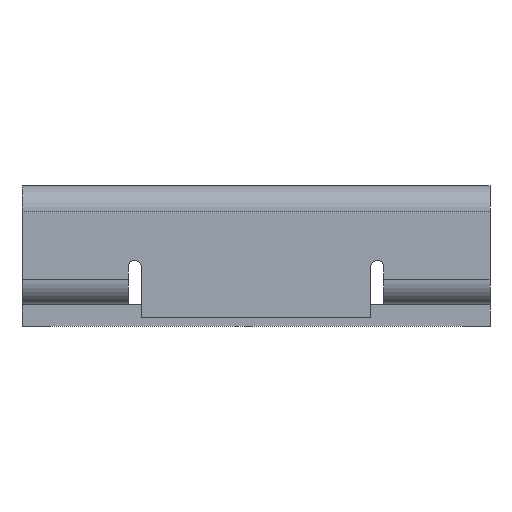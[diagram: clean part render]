
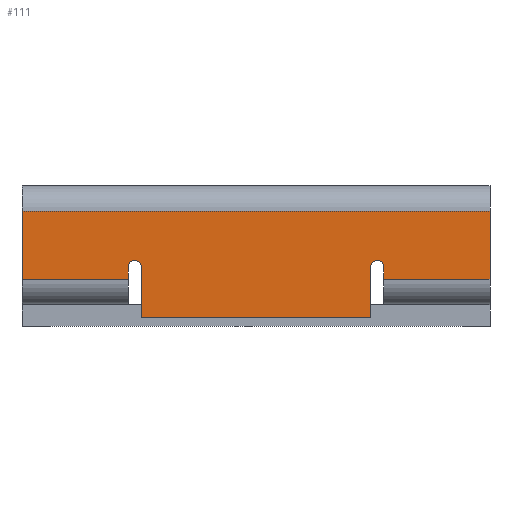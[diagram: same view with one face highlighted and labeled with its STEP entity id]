
A CAD part, front view. The second image highlights one B-rep face of the part: STEP entity #111.
In plain terms, the highlighted planar face has unit normal (0, -1, 0).
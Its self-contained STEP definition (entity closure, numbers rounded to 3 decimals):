
#111=ADVANCED_FACE('',(#3730),#3732,.F.);
#3730=FACE_BOUND('',#3731,.T.);
#3731=EDGE_LOOP('',(#9369,#9370,#9371,#9372,#9373,#9374,#9375,#9376,#9377,#9378,
#9379,#9380));
#3732=PLANE('',#3733);
#3733=AXIS2_PLACEMENT_3D('',#3734,#3735,#3736);
#3734=CARTESIAN_POINT('',(0.,-2.3,3.));
#3735=DIRECTION('',(0.,1.,0.));
#3736=DIRECTION('',(0.,0.,-1.));
#9369=ORIENTED_EDGE('',*,*,#11498,.F.);
#9370=ORIENTED_EDGE('',*,*,#11243,.F.);
#9371=ORIENTED_EDGE('',*,*,#11499,.F.);
#9372=ORIENTED_EDGE('',*,*,#11500,.T.);
#9373=ORIENTED_EDGE('',*,*,#11501,.T.);
#9374=ORIENTED_EDGE('',*,*,#11496,.F.);
#9375=ORIENTED_EDGE('',*,*,#11502,.T.);
#9376=ORIENTED_EDGE('',*,*,#11503,.T.);
#9377=ORIENTED_EDGE('',*,*,#11504,.F.);
#9378=ORIENTED_EDGE('',*,*,#11247,.F.);
#9379=ORIENTED_EDGE('',*,*,#11505,.F.);
#9380=ORIENTED_EDGE('',*,*,#11506,.F.);
#11243=EDGE_CURVE('',#12314,#12316,#12317,.T.);
#11247=EDGE_CURVE('',#12322,#12324,#12325,.T.);
#11496=EDGE_CURVE('',#12815,#12817,#12818,.T.);
#11498=EDGE_CURVE('',#12316,#12820,#12821,.T.);
#11499=EDGE_CURVE('',#12822,#12314,#12823,.T.);
#11500=EDGE_CURVE('',#12822,#12824,#12825,.T.);
#11501=EDGE_CURVE('',#12824,#12817,#12826,.T.);
#11502=EDGE_CURVE('',#12815,#12827,#12828,.T.);
#11503=EDGE_CURVE('',#12827,#12829,#12830,.T.);
#11504=EDGE_CURVE('',#12324,#12829,#12831,.T.);
#11505=EDGE_CURVE('',#12832,#12322,#12833,.T.);
#11506=EDGE_CURVE('',#12820,#12832,#12834,.T.);
#12314=VERTEX_POINT('',#14085);
#12316=VERTEX_POINT('',#14089);
#12317=CIRCLE('',#14090,0.15);
#12322=VERTEX_POINT('',#14103);
#12324=VERTEX_POINT('',#14107);
#12325=CIRCLE('',#14108,0.15);
#12815=VERTEX_POINT('',#17237);
#12817=VERTEX_POINT('',#17242);
#12818=LINE('',#17243,#17244);
#12820=VERTEX_POINT('',#17250);
#12821=LINE('',#17251,#17252);
#12822=VERTEX_POINT('',#17254);
#12823=LINE('',#17255,#17256);
#12824=VERTEX_POINT('',#17258);
#12825=LINE('',#17259,#17260);
#12826=LINE('',#17262,#17263);
#12827=VERTEX_POINT('',#17265);
#12828=LINE('',#17266,#17267);
#12829=VERTEX_POINT('',#17269);
#12830=LINE('',#17270,#17271);
#12831=LINE('',#17273,#17274);
#12832=VERTEX_POINT('',#17276);
#12833=LINE('',#17277,#17278);
#12834=LINE('',#17280,#17281);
#14085=CARTESIAN_POINT('',(3.,-2.3,1.4));
#14089=CARTESIAN_POINT('',(2.7,-2.3,1.4));
#14090=AXIS2_PLACEMENT_3D('',#14091,#14092,#14093);
#14091=CARTESIAN_POINT('',(2.85,-2.3,1.4));
#14092=DIRECTION('',(0.,-1.,0.));
#14093=DIRECTION('',(1.,0.,0.));
#14103=CARTESIAN_POINT('',(-2.7,-2.3,1.4));
#14107=CARTESIAN_POINT('',(-3.,-2.3,1.4));
#14108=AXIS2_PLACEMENT_3D('',#14109,#14110,#14111);
#14109=CARTESIAN_POINT('',(-2.85,-2.3,1.4));
#14110=DIRECTION('',(0.,-1.,0.));
#14111=DIRECTION('',(1.,0.,0.));
#17237=CARTESIAN_POINT('',(-5.5,-2.3,2.7));
#17242=CARTESIAN_POINT('',(5.5,-2.3,2.7));
#17243=CARTESIAN_POINT('',(-5.5,-2.3,2.7));
#17244=VECTOR('',#17245,1.);
#17245=DIRECTION('',(1.,0.,0.));
#17250=CARTESIAN_POINT('',(2.7,-2.3,0.2));
#17251=CARTESIAN_POINT('',(2.7,-2.3,1.4));
#17252=VECTOR('',#17253,1.);
#17253=DIRECTION('',(0.,0.,-1.));
#17254=CARTESIAN_POINT('',(3.,-2.3,1.1));
#17255=CARTESIAN_POINT('',(3.,-2.3,1.1));
#17256=VECTOR('',#17257,1.);
#17257=DIRECTION('',(0.,0.,1.));
#17258=CARTESIAN_POINT('',(5.5,-2.3,1.1));
#17259=CARTESIAN_POINT('',(3.,-2.3,1.1));
#17260=VECTOR('',#17261,1.);
#17261=DIRECTION('',(1.,0.,0.));
#17262=CARTESIAN_POINT('',(5.5,-2.3,1.1));
#17263=VECTOR('',#17264,1.);
#17264=DIRECTION('',(0.,0.,1.));
#17265=CARTESIAN_POINT('',(-5.5,-2.3,1.1));
#17266=CARTESIAN_POINT('',(-5.5,-2.3,2.7));
#17267=VECTOR('',#17268,1.);
#17268=DIRECTION('',(0.,0.,-1.));
#17269=CARTESIAN_POINT('',(-3.,-2.3,1.1));
#17270=CARTESIAN_POINT('',(-5.5,-2.3,1.1));
#17271=VECTOR('',#17272,1.);
#17272=DIRECTION('',(1.,0.,0.));
#17273=CARTESIAN_POINT('',(-3.,-2.3,1.4));
#17274=VECTOR('',#17275,1.);
#17275=DIRECTION('',(0.,0.,-1.));
#17276=CARTESIAN_POINT('',(-2.7,-2.3,0.2));
#17277=CARTESIAN_POINT('',(-2.7,-2.3,0.2));
#17278=VECTOR('',#17279,1.);
#17279=DIRECTION('',(0.,0.,1.));
#17280=CARTESIAN_POINT('',(2.7,-2.3,0.2));
#17281=VECTOR('',#17282,1.);
#17282=DIRECTION('',(-1.,0.,0.));
